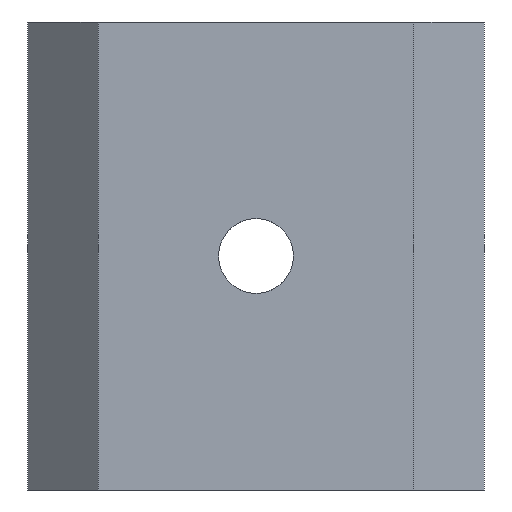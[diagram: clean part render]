
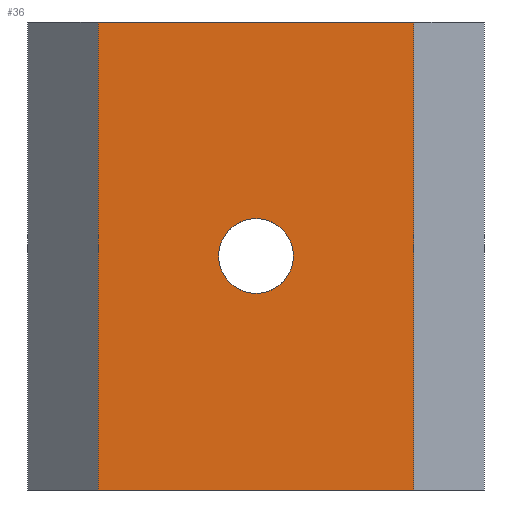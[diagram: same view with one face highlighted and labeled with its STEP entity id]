
A CAD part, front view. The second image highlights one B-rep face of the part: STEP entity #36.
In plain terms, the highlighted planar face has unit normal (0, -1, 0).
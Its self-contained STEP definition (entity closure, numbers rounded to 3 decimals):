
#3 = ORIENTED_EDGE ( 'NONE', *, *, #606, .T. ) ;
#10 = AXIS2_PLACEMENT_3D ( 'NONE', #735, #360, #12 ) ;
#12 = DIRECTION ( 'NONE',  ( 0., 0., -1. ) ) ;
#18 = CARTESIAN_POINT ( 'NONE',  ( -6.75, 0., 20. ) ) ;
#36 = ADVANCED_FACE ( 'NONE', ( #432, #494 ), #616, .F. ) ;
#54 = CARTESIAN_POINT ( 'NONE',  ( 6.75, 0., 20. ) ) ;
#77 = CIRCLE ( 'NONE', #10, 1.6 ) ;
#98 = EDGE_LOOP ( 'NONE', ( #482, #532, #382, #3 ) ) ;
#105 = CIRCLE ( 'NONE', #716, 1.6 ) ;
#118 = VERTEX_POINT ( 'NONE', #146 ) ;
#146 = CARTESIAN_POINT ( 'NONE',  ( 0., 0., 8.4 ) ) ;
#161 = VERTEX_POINT ( 'NONE', #348 ) ;
#185 = VERTEX_POINT ( 'NONE', #54 ) ;
#187 = LINE ( 'NONE', #507, #214 ) ;
#188 = EDGE_LOOP ( 'NONE', ( #778, #568 ) ) ;
#214 = VECTOR ( 'NONE', #433, 1000. ) ;
#275 = CARTESIAN_POINT ( 'NONE',  ( -6.75, 0., 0. ) ) ;
#277 = CARTESIAN_POINT ( 'NONE',  ( 0., 0., 10. ) ) ;
#279 = LINE ( 'NONE', #701, #469 ) ;
#311 = AXIS2_PLACEMENT_3D ( 'NONE', #18, #738, #496 ) ;
#314 = DIRECTION ( 'NONE',  ( 1., 0., 0. ) ) ;
#331 = DIRECTION ( 'NONE',  ( 0., 0., -1. ) ) ;
#333 = DIRECTION ( 'NONE',  ( 0., 0., -1. ) ) ;
#346 = VERTEX_POINT ( 'NONE', #779 ) ;
#348 = CARTESIAN_POINT ( 'NONE',  ( 0., 0., 11.6 ) ) ;
#360 = DIRECTION ( 'NONE',  ( 0., -1., 0. ) ) ;
#382 = ORIENTED_EDGE ( 'NONE', *, *, #685, .F. ) ;
#405 = LINE ( 'NONE', #443, #591 ) ;
#432 = FACE_BOUND ( 'NONE', #188, .T. ) ;
#433 = DIRECTION ( 'NONE',  ( 1., 0., 0. ) ) ;
#443 = CARTESIAN_POINT ( 'NONE',  ( -6.75, 0., 0. ) ) ;
#449 = DIRECTION ( 'NONE',  ( 0., 0., -1. ) ) ;
#466 = VERTEX_POINT ( 'NONE', #275 ) ;
#469 = VECTOR ( 'NONE', #331, 1000. ) ;
#482 = ORIENTED_EDGE ( 'NONE', *, *, #644, .T. ) ;
#494 = FACE_OUTER_BOUND ( 'NONE', #98, .T. ) ;
#496 = DIRECTION ( 'NONE',  ( 0., 0., 1. ) ) ;
#507 = CARTESIAN_POINT ( 'NONE',  ( -6.75, 0., 20. ) ) ;
#531 = LINE ( 'NONE', #752, #674 ) ;
#532 = ORIENTED_EDGE ( 'NONE', *, *, #675, .F. ) ;
#549 = EDGE_CURVE ( 'NONE', #161, #118, #77, .T. ) ;
#568 = ORIENTED_EDGE ( 'NONE', *, *, #549, .F. ) ;
#588 = VERTEX_POINT ( 'NONE', #640 ) ;
#591 = VECTOR ( 'NONE', #314, 1000. ) ;
#606 = EDGE_CURVE ( 'NONE', #346, #466, #279, .T. ) ;
#616 = PLANE ( 'NONE',  #311 ) ;
#626 = EDGE_CURVE ( 'NONE', #118, #161, #105, .T. ) ;
#640 = CARTESIAN_POINT ( 'NONE',  ( 6.75, 0., 0. ) ) ;
#644 = EDGE_CURVE ( 'NONE', #466, #588, #405, .T. ) ;
#674 = VECTOR ( 'NONE', #449, 1000. ) ;
#675 = EDGE_CURVE ( 'NONE', #185, #588, #531, .T. ) ;
#685 = EDGE_CURVE ( 'NONE', #346, #185, #187, .T. ) ;
#701 = CARTESIAN_POINT ( 'NONE',  ( -6.75, 0., 20. ) ) ;
#706 = DIRECTION ( 'NONE',  ( 0., -1., 0. ) ) ;
#716 = AXIS2_PLACEMENT_3D ( 'NONE', #277, #706, #333 ) ;
#735 = CARTESIAN_POINT ( 'NONE',  ( 0., 0., 10. ) ) ;
#738 = DIRECTION ( 'NONE',  ( 0., 1., 0. ) ) ;
#752 = CARTESIAN_POINT ( 'NONE',  ( 6.75, 0., 20. ) ) ;
#778 = ORIENTED_EDGE ( 'NONE', *, *, #626, .F. ) ;
#779 = CARTESIAN_POINT ( 'NONE',  ( -6.75, 0., 20. ) ) ;
